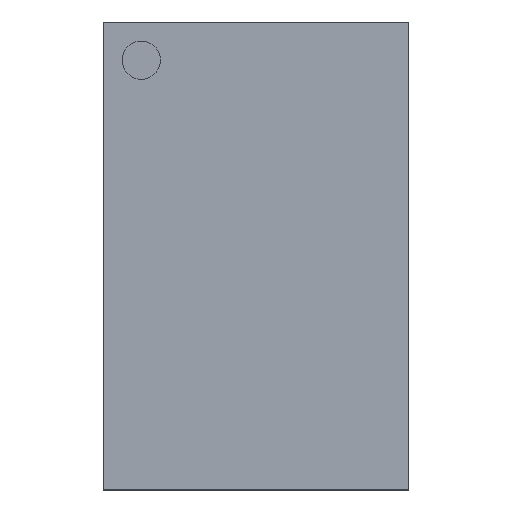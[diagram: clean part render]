
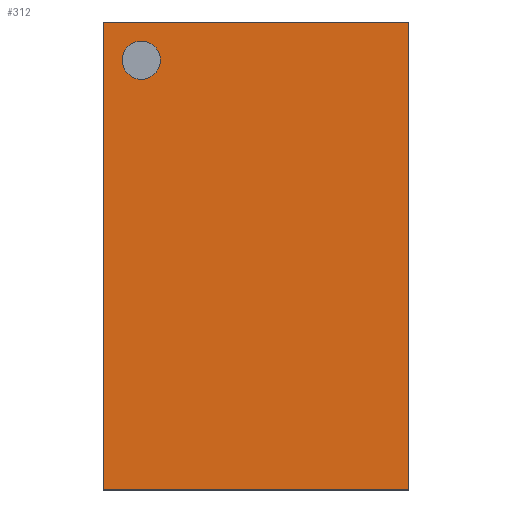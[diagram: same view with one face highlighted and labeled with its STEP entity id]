
A CAD part, top view. The second image highlights one B-rep face of the part: STEP entity #312.
In plain terms, the highlighted planar face has unit normal (0, 0, 1).
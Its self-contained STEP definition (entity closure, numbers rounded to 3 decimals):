
#245=EDGE_CURVE('',#246,#248,#250,.T.);
#246=VERTEX_POINT('',#247);
#247=CARTESIAN_POINT('',(-0.471,-0.721,0.5));
#248=VERTEX_POINT('',#249);
#249=CARTESIAN_POINT('',(-0.471,0.721,0.5));
#250=LINE('',#251,#252);
#251=CARTESIAN_POINT('',(-0.471,-0.721,0.5));
#252=VECTOR('',#253,1.0);
#253=DIRECTION('',(0.0,1.0,0.0));
#288=VERTEX_POINT('',#289);
#289=CARTESIAN_POINT('',(0.471,-0.721,0.5));
#295=EDGE_CURVE('',#288,#246,#296,.F.);
#296=LINE('',#297,#298);
#297=CARTESIAN_POINT('',(-0.471,-0.721,0.5));
#298=VECTOR('',#299,1.0);
#299=DIRECTION('',(1.0,0.0,0.0));
#312=ADVANCED_FACE('',(#313,#331),#342,.T.);
#313=FACE_BOUND('',#314,.T.);
#314=EDGE_LOOP('',(#315,#316,#317,#325));
#315=ORIENTED_EDGE('',*,*,#245,.F.);
#316=ORIENTED_EDGE('',*,*,#295,.F.);
#317=ORIENTED_EDGE('',*,*,#318,.T.);
#318=EDGE_CURVE('',#288,#319,#321,.T.);
#319=VERTEX_POINT('',#320);
#320=CARTESIAN_POINT('',(0.471,0.721,0.5));
#321=LINE('',#322,#323);
#322=CARTESIAN_POINT('',(0.471,-0.721,0.5));
#323=VECTOR('',#324,1.0);
#324=DIRECTION('',(0.0,1.0,0.0));
#325=ORIENTED_EDGE('',*,*,#326,.T.);
#326=EDGE_CURVE('',#319,#248,#327,.F.);
#327=LINE('',#328,#329);
#328=CARTESIAN_POINT('',(-0.471,0.721,0.5));
#329=VECTOR('',#330,1.0);
#330=DIRECTION('',(1.0,0.0,0.0));
#331=FACE_BOUND('',#332,.T.);
#332=EDGE_LOOP('',(#333));
#333=ORIENTED_EDGE('',*,*,#334,.T.);
#334=EDGE_CURVE('',#335,#335,#337,.F.);
#335=VERTEX_POINT('',#336);
#336=CARTESIAN_POINT('',(-0.294,0.603,0.5));
#337=CIRCLE('',#338,0.059);
#338=AXIS2_PLACEMENT_3D('',#339,#340,#341);
#339=CARTESIAN_POINT('',(-0.353,0.603,0.5));
#340=DIRECTION('',(0.0,0.0,1.0));
#341=DIRECTION('',(1.0,0.0,0.0));
#342=PLANE('',#343);
#343=AXIS2_PLACEMENT_3D('',#344,#345,#346);
#344=CARTESIAN_POINT('',(-0.471,-0.721,0.5));
#345=DIRECTION('',(0.0,0.0,1.0));
#346=DIRECTION('',(1.0,0.0,0.0));
